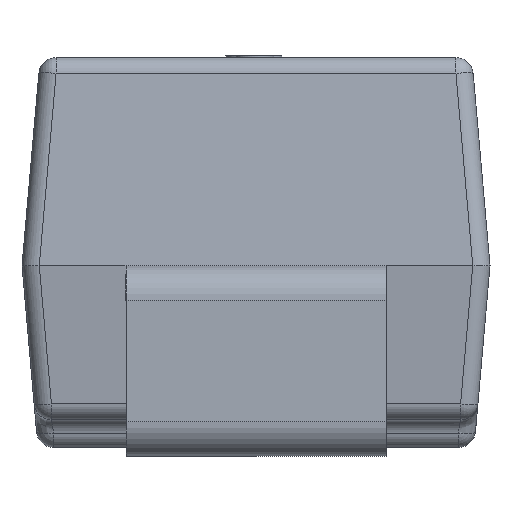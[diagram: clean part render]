
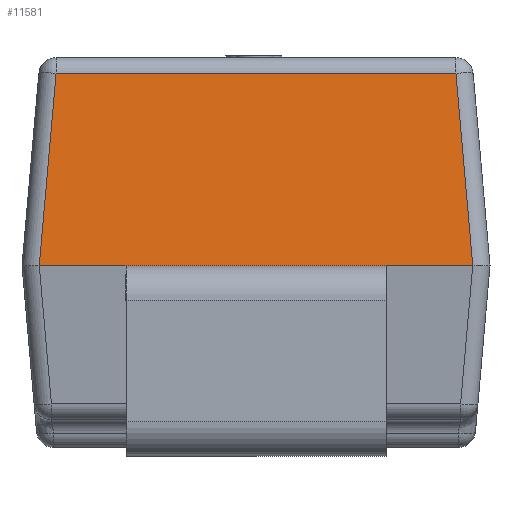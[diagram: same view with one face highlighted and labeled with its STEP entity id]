
A CAD part, left-side view. The second image highlights one B-rep face of the part: STEP entity #11581.
In plain terms, the highlighted planar face has unit normal (-0.996, 0, 0.087).
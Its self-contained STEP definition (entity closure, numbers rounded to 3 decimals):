
#9 = DIRECTION ( 'NONE',  ( 0., -1., 0. ) ) ;
#116 = CARTESIAN_POINT ( 'NONE',  ( -2.15, -1.35, 0. ) ) ;
#209 = CARTESIAN_POINT ( 'NONE',  ( -2.15, 0.75, 0. ) ) ;
#476 = ORIENTED_EDGE ( 'NONE', *, *, #13482, .T. ) ;
#963 = LINE ( 'NONE', #8512, #5538 ) ;
#1892 = ORIENTED_EDGE ( 'NONE', *, *, #12770, .T. ) ;
#1922 = ORIENTED_EDGE ( 'NONE', *, *, #8658, .T. ) ;
#2102 = CARTESIAN_POINT ( 'NONE',  ( -2.053, 1.153, 1.109 ) ) ;
#2181 = EDGE_LOOP ( 'NONE', ( #4858, #1892, #7218, #8257, #476, #1922 ) ) ;
#2200 = LINE ( 'NONE', #10762, #8267 ) ;
#2225 = DIRECTION ( 'NONE',  ( 0., 1., 0. ) ) ;
#2610 = VERTEX_POINT ( 'NONE', #6942 ) ;
#2764 = FACE_OUTER_BOUND ( 'NONE', #2181, .T. ) ;
#3163 = VERTEX_POINT ( 'NONE', #7689 ) ;
#3999 = DIRECTION ( 'NONE',  ( -0.996, 0., 0.087 ) ) ;
#4525 = CARTESIAN_POINT ( 'NONE',  ( -2.053, -1.35, 1.109 ) ) ;
#4858 = ORIENTED_EDGE ( 'NONE', *, *, #5715, .T. ) ;
#5101 = VECTOR ( 'NONE', #5373, 1000. ) ;
#5223 = DIRECTION ( 'NONE',  ( 0., -1., 0. ) ) ;
#5373 = DIRECTION ( 'NONE',  ( 0., -1., 0. ) ) ;
#5538 = VECTOR ( 'NONE', #8646, 1000. ) ;
#5601 = VECTOR ( 'NONE', #5223, 1000. ) ;
#5715 = EDGE_CURVE ( 'NONE', #9570, #6485, #7886, .T. ) ;
#6311 = LINE ( 'NONE', #8721, #5601 ) ;
#6485 = VERTEX_POINT ( 'NONE', #209 ) ;
#6942 = CARTESIAN_POINT ( 'NONE',  ( -2.15, -1.25, 0. ) ) ;
#6948 = EDGE_CURVE ( 'NONE', #3163, #2610, #7829, .T. ) ;
#7218 = ORIENTED_EDGE ( 'NONE', *, *, #6948, .T. ) ;
#7256 = DIRECTION ( 'NONE',  ( 0.087, 0., 0.996 ) ) ;
#7689 = CARTESIAN_POINT ( 'NONE',  ( -2.15, -0.75, 0. ) ) ;
#7829 = LINE ( 'NONE', #10674, #10623 ) ;
#7886 = LINE ( 'NONE', #116, #5101 ) ;
#8257 = ORIENTED_EDGE ( 'NONE', *, *, #9113, .T. ) ;
#8267 = VECTOR ( 'NONE', #13206, 1000. ) ;
#8512 = CARTESIAN_POINT ( 'NONE',  ( -2.151, -1.251, -0.009 ) ) ;
#8646 = DIRECTION ( 'NONE',  ( 0.087, 0.087, 0.992 ) ) ;
#8658 = EDGE_CURVE ( 'NONE', #12537, #9570, #2200, .T. ) ;
#8721 = CARTESIAN_POINT ( 'NONE',  ( -2.15, -1.35, 0. ) ) ;
#9113 = EDGE_CURVE ( 'NONE', #2610, #14103, #963, .T. ) ;
#9570 = VERTEX_POINT ( 'NONE', #11441 ) ;
#10623 = VECTOR ( 'NONE', #9, 1000. ) ;
#10674 = CARTESIAN_POINT ( 'NONE',  ( -2.15, -1.35, 0. ) ) ;
#10762 = CARTESIAN_POINT ( 'NONE',  ( -2.13, 1.231, 0.224 ) ) ;
#11441 = CARTESIAN_POINT ( 'NONE',  ( -2.15, 1.25, 0. ) ) ;
#11581 = ADVANCED_FACE ( 'NONE', ( #2764 ), #11700, .T. ) ;
#11700 = PLANE ( 'NONE',  #13827 ) ;
#12033 = VECTOR ( 'NONE', #2225, 1000. ) ;
#12537 = VERTEX_POINT ( 'NONE', #2102 ) ;
#12770 = EDGE_CURVE ( 'NONE', #6485, #3163, #6311, .T. ) ;
#12920 = CARTESIAN_POINT ( 'NONE',  ( -2.053, -1.153, 1.109 ) ) ;
#13206 = DIRECTION ( 'NONE',  ( -0.087, 0.087, -0.992 ) ) ;
#13482 = EDGE_CURVE ( 'NONE', #14103, #12537, #14085, .T. ) ;
#13768 = CARTESIAN_POINT ( 'NONE',  ( -2.15, -1.35, 0. ) ) ;
#13827 = AXIS2_PLACEMENT_3D ( 'NONE', #13768, #3999, #7256 ) ;
#14085 = LINE ( 'NONE', #4525, #12033 ) ;
#14103 = VERTEX_POINT ( 'NONE', #12920 ) ;
